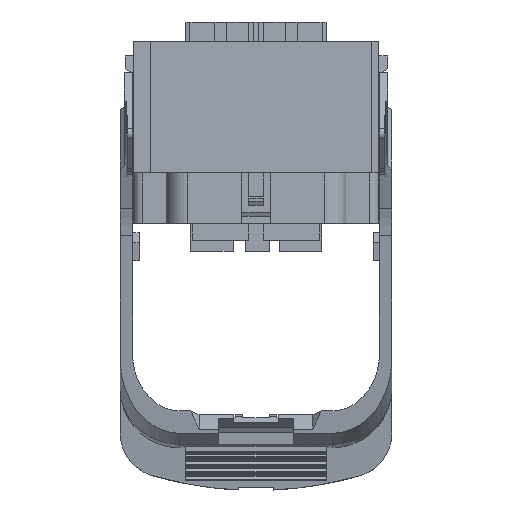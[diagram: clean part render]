
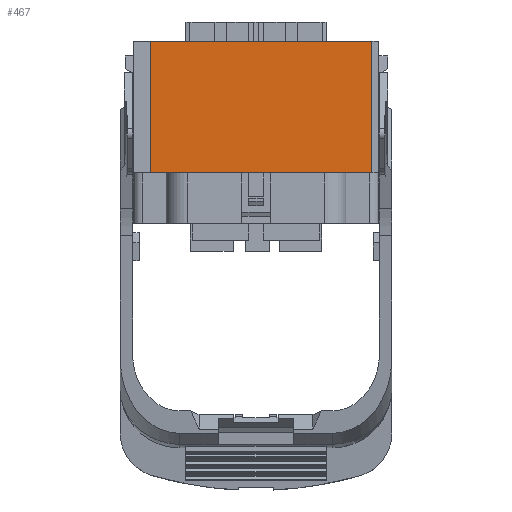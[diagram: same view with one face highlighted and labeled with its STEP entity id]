
A CAD part, left-side view. The second image highlights one B-rep face of the part: STEP entity #467.
In plain terms, the highlighted planar face has unit normal (-1, 0, 0).
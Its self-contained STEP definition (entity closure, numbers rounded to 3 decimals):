
#467=ADVANCED_FACE('',(#2676),#1674,.F.);
#1674=PLANE('',#24866);
#2676=FACE_OUTER_BOUND('',#3877,.T.);
#3877=EDGE_LOOP('',(#6177,#6178,#6179,#6180));
#6177=ORIENTED_EDGE('',*,*,#15656,.T.);
#6178=ORIENTED_EDGE('',*,*,#15650,.F.);
#6179=ORIENTED_EDGE('',*,*,#15657,.F.);
#6180=ORIENTED_EDGE('',*,*,#15658,.T.);
#13242=VERTEX_POINT('',#34118);
#13243=VERTEX_POINT('',#34120);
#13248=VERTEX_POINT('',#34132);
#13249=VERTEX_POINT('',#34134);
#15650=EDGE_CURVE('',#13242,#13243,#19148,.T.);
#15656=EDGE_CURVE('',#13248,#13243,#19153,.T.);
#15657=EDGE_CURVE('',#13249,#13242,#19154,.T.);
#15658=EDGE_CURVE('',#13249,#13248,#19155,.T.);
#19148=LINE('',#34119,#22228);
#19153=LINE('',#34131,#22233);
#19154=LINE('',#34133,#22234);
#19155=LINE('',#34135,#22235);
#22228=VECTOR('',#27212,1.);
#22233=VECTOR('',#27221,1.);
#22234=VECTOR('',#27222,1.);
#22235=VECTOR('',#27223,1.);
#24866=AXIS2_PLACEMENT_3D('',#34136,#27224,#27225);
#27212=DIRECTION('',(0.,1.,0.));
#27221=DIRECTION('',(0.,0.,-1.));
#27222=DIRECTION('',(0.,0.,-1.));
#27223=DIRECTION('',(0.,1.,0.));
#27224=DIRECTION('',(1.,0.,0.));
#27225=DIRECTION('',(0.,0.,-1.));
#34118=CARTESIAN_POINT('',(-66.88,-90.911,8.5));
#34119=CARTESIAN_POINT('',(-66.88,-91.811,8.5));
#34120=CARTESIAN_POINT('',(-66.88,-53.775,8.5));
#34131=CARTESIAN_POINT('',(-66.88,-53.775,30.65));
#34132=CARTESIAN_POINT('',(-66.88,-53.775,30.65));
#34133=CARTESIAN_POINT('',(-66.88,-90.911,-176.26));
#34134=CARTESIAN_POINT('',(-66.88,-90.911,30.65));
#34135=CARTESIAN_POINT('',(-66.88,-50.961,30.65));
#34136=CARTESIAN_POINT('',(-66.88,-91.811,30.65));
